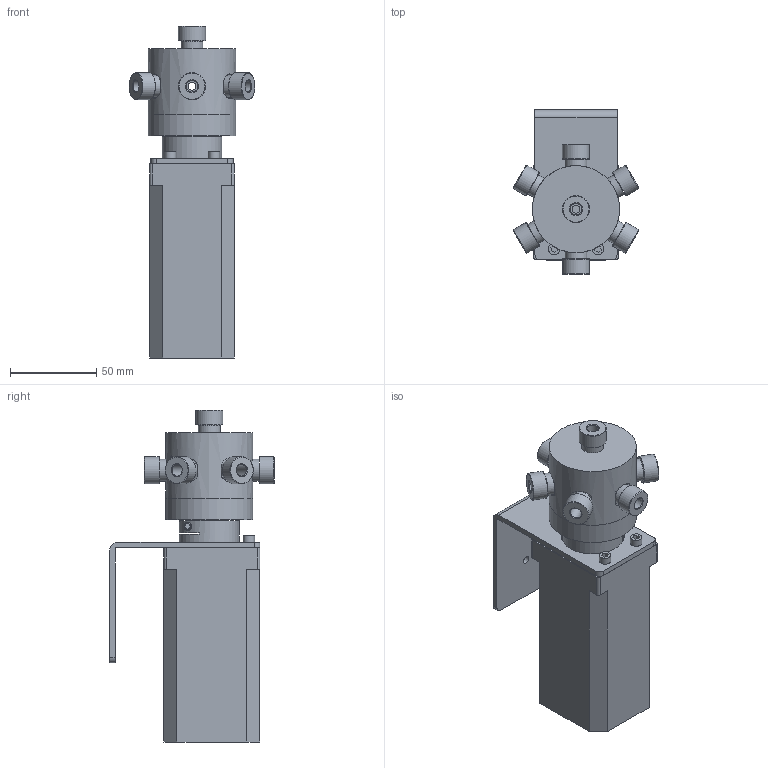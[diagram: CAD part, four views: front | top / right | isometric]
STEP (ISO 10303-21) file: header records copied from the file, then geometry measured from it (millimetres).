
FILE_DESCRIPTION((''),'2;1');
FILE_NAME('312361-C45-9786EMT 6 mpos valve electric actuated.stp','2013-08-14T15:42:24',('Franzp'),(''),'Autodesk Inventor 2013','Autodesk Inventor 2013','');
FILE_SCHEMA(('AUTOMOTIVE_DESIGN { 1 0 10303 214 1 1 1 1 }'));
Length unit declared in the file: millimetre
Products named in the file (1): 312361_Shrinkwrap_1
Bounding box: 72.9 x 95.5 x 192.46 mm (x, y, z)
Surface area: 80806.5 mm2 (no closed solid volume)
Topology: 0 solids, 31 shells, 165 faces, 505 edges, 371 vertices
Faces by surface type: plane 92, cylinder 57, cone 16
Full cylindrical faces by diameter (mm): 1.575 x1, 4.166 x1, 4.32 x2, 5.78 x1, 5.94 x1, 6.045 x2, 6.7 x2, 6.756 x7, 12.7 x7, 15.748 x7, 19.025 x1, 19.075 x1, 34.671 x1, 50.546 x2
Entity records: 6046 total; most frequent: CARTESIAN_POINT 1259, DIRECTION 933, ORIENTED_EDGE 692, EDGE_CURVE 446, VERTEX_POINT 365, AXIS2_PLACEMENT_3D 350, EDGE_LOOP 288, VECTOR 233
